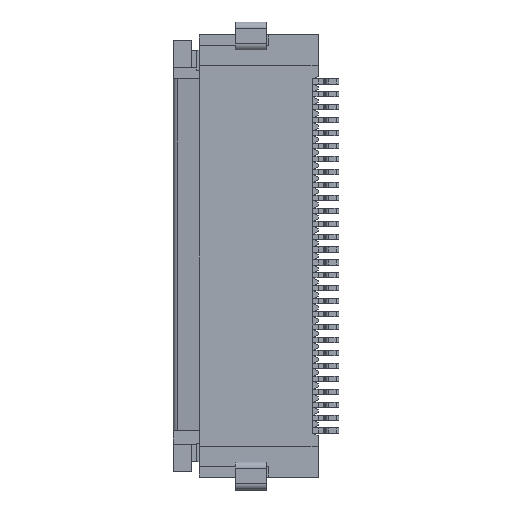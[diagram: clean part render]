
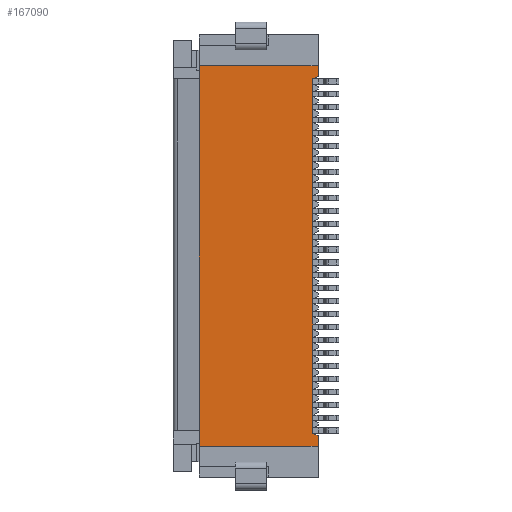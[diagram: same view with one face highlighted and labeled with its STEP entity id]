
A CAD part, left-side view. The second image highlights one B-rep face of the part: STEP entity #167090.
In plain terms, the highlighted planar face has unit normal (-1, 0, 0).
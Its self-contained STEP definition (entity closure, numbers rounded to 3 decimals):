
#2580=CARTESIAN_POINT('',(-2.015,-3.391,14.558));
#2590=VERTEX_POINT('',#2580);
#2620=CARTESIAN_POINT('',(-2.015,1.009,14.558));
#2630=DIRECTION('',(0.,-1.,0.));
#2640=VECTOR('',#2630,1.);
#2650=LINE('',#2620,#2640);
#2660=CARTESIAN_POINT('',(-2.015,-3.396,14.558));
#2670=VERTEX_POINT('',#2660);
#2680=EDGE_CURVE('',#2590,#2670,#2650,.T.);
#18530=CARTESIAN_POINT('',(-2.015,-3.591,14.658))
;
#18540=VERTEX_POINT('',#18530);
#18570=CARTESIAN_POINT('',(-2.015,-3.591,16.105));
#18580=DIRECTION('',(0.,0.,-1.));
#18590=VECTOR('',#18580,1.);
#18600=LINE('',#18570,#18590);
#18610=CARTESIAN_POINT('',(-2.015,-3.591,15.058))
;
#18620=VERTEX_POINT('',#18610);
#18630=EDGE_CURVE('',#18620,#18540,#18600,.T.);
#24730=CARTESIAN_POINT('',(-2.015,1.009,15.058));
#24740=DIRECTION('',(0.,-1.,0.));
#24750=VECTOR('',#24740,1.);
#24760=LINE('',#24730,#24750);
#24770=CARTESIAN_POINT('',(-2.015,1.009,15.058));
#24780=VERTEX_POINT('',#24770);
#24790=EDGE_CURVE('',#24780,#18620,#24760,.T.);
#27660=CARTESIAN_POINT('',(-2.015,0.,12.817));
#27670=DIRECTION('',(0.,0.89,-0.456));
#27680=VECTOR('',#27670,1.);
#27690=LINE('',#27660,#27680);
#27700=EDGE_CURVE('',#18540,#2670,#27690,.T.);
#165570=CARTESIAN_POINT('',(-2.015,1.009,16.325));
#165580=DIRECTION('',(0.,0.,1.));
#165590=VECTOR('',#165580,1.);
#165600=LINE('',#165570,#165590);
#165610=CARTESIAN_POINT('',(-2.015,1.009,0.358));
#165620=VERTEX_POINT('',#165610);
#165630=EDGE_CURVE('',#165620,#24780,#165600,.T.);
#166670=CARTESIAN_POINT('',(-2.015,-3.341,27.055))
;
#166680=DIRECTION('',(-1.,0.,0.));
#166690=DIRECTION('',(0.,-1.,0.));
#166700=AXIS2_PLACEMENT_3D('',#166670,#166680,#166690);
#166710=PLANE('',#166700);
#166720=CARTESIAN_POINT('',(-2.015,-3.391,22.555))
;
#166730=DIRECTION('',(0.,0.,-1.));
#166740=VECTOR('',#166730,1.);
#166750=LINE('',#166720,#166740);
#166760=CARTESIAN_POINT('',(-2.015,-3.391,
0.86));
#166770=VERTEX_POINT('',#166760);
#166780=EDGE_CURVE('',#2590,#166770,#166750,.T.);
#166790=ORIENTED_EDGE('',*,*,#166780,.F.);
#166800=CARTESIAN_POINT('',(-2.015,0.,2.598));
#166810=DIRECTION('',(0.,-0.89,-0.456));
#166820=VECTOR('',#166810,1.);
#166830=LINE('',#166800,#166820);
#166840=CARTESIAN_POINT('',(-2.015,-3.591,
0.757));
#166850=VERTEX_POINT('',#166840);
#166860=EDGE_CURVE('',#166770,#166850,#166830,.T.);
#166870=ORIENTED_EDGE('',*,*,#166860,.F.);
#166880=CARTESIAN_POINT('',(-2.015,-3.591,-0.69));
#166890=DIRECTION('',(0.,0.,1.));
#166900=VECTOR('',#166890,1.);
#166910=LINE('',#166880,#166900);
#166920=CARTESIAN_POINT('',(-2.015,-3.591,0.358))
;
#166930=VERTEX_POINT('',#166920);
#166940=EDGE_CURVE('',#166930,#166850,#166910,.T.);
#166950=ORIENTED_EDGE('',*,*,#166940,.T.);
#166960=CARTESIAN_POINT('',(-2.015,1.009,0.358));
#166970=DIRECTION('',(0.,-1.,0.));
#166980=VECTOR('',#166970,1.);
#166990=LINE('',#166960,#166980);
#167000=EDGE_CURVE('',#165620,#166930,#166990,.T.);
#167010=ORIENTED_EDGE('',*,*,#167000,.T.);
#167020=ORIENTED_EDGE('',*,*,#165630,.F.);
#167030=ORIENTED_EDGE('',*,*,#24790,.F.);
#167040=ORIENTED_EDGE('',*,*,#18630,.F.);
#167050=ORIENTED_EDGE('',*,*,#27700,.F.);
#167060=ORIENTED_EDGE('',*,*,#2680,.T.);
#167070=EDGE_LOOP('',(#167060,#167050,#167040,#167030,#167020,#167010,
#166950,#166870,#166790));
#167080=FACE_OUTER_BOUND('',#167070,.T.);
#167090=ADVANCED_FACE('',(#167080),#166710,.T.);
